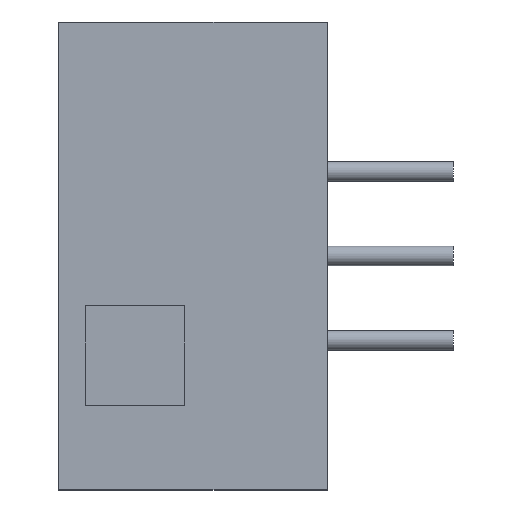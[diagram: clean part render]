
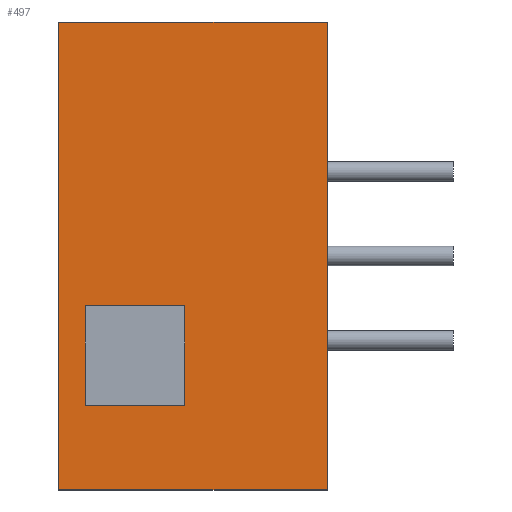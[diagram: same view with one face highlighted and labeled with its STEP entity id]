
A CAD part, left-side view. The second image highlights one B-rep face of the part: STEP entity #497.
In plain terms, the highlighted planar face has unit normal (-1, 0, 0).
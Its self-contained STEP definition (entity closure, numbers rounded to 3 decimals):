
#5 = DIRECTION ( 'NONE',  ( 0., 0., 1. ) ) ;
#17 = VERTEX_POINT ( 'NONE', #512 ) ;
#24 = CARTESIAN_POINT ( 'NONE',  ( -3.75, 7.3, -1.5 ) ) ;
#68 = CARTESIAN_POINT ( 'NONE',  ( -3.75, 4.3, -4.5 ) ) ;
#82 = VERTEX_POINT ( 'NONE', #68 ) ;
#99 = AXIS2_PLACEMENT_3D ( 'NONE', #428, #240, #243 ) ;
#103 = CARTESIAN_POINT ( 'NONE',  ( -3.75, 0., -7.05 ) ) ;
#105 = LINE ( 'NONE', #284, #410 ) ;
#108 = VECTOR ( 'NONE', #5, 1000. ) ;
#113 = CARTESIAN_POINT ( 'NONE',  ( -3.75, 8.1, -7.05 ) ) ;
#132 = ORIENTED_EDGE ( 'NONE', *, *, #572, .T. ) ;
#133 = CARTESIAN_POINT ( 'NONE',  ( -3.75, 8.1, 7.05 ) ) ;
#143 = ORIENTED_EDGE ( 'NONE', *, *, #278, .F. ) ;
#148 = CARTESIAN_POINT ( 'NONE',  ( -3.75, 4.3, -4.5 ) ) ;
#150 = LINE ( 'NONE', #464, #259 ) ;
#170 = VECTOR ( 'NONE', #580, 1000. ) ;
#190 = LINE ( 'NONE', #373, #170 ) ;
#193 = EDGE_CURVE ( 'NONE', #328, #82, #351, .T. ) ;
#200 = FACE_BOUND ( 'NONE', #455, .T. ) ;
#216 = VECTOR ( 'NONE', #477, 1000. ) ;
#219 = VERTEX_POINT ( 'NONE', #476 ) ;
#228 = CARTESIAN_POINT ( 'NONE',  ( -3.75, 8.1, 7.05 ) ) ;
#234 = DIRECTION ( 'NONE',  ( 0., -1., 0. ) ) ;
#240 = DIRECTION ( 'NONE',  ( 1., 0., 0. ) ) ;
#241 = ORIENTED_EDGE ( 'NONE', *, *, #426, .F. ) ;
#243 = DIRECTION ( 'NONE',  ( 0., 0., -1. ) ) ;
#247 = DIRECTION ( 'NONE',  ( 0., 0., 1. ) ) ;
#250 = FACE_OUTER_BOUND ( 'NONE', #417, .T. ) ;
#259 = VECTOR ( 'NONE', #459, 1000. ) ;
#278 = EDGE_CURVE ( 'NONE', #288, #219, #501, .T. ) ;
#284 = CARTESIAN_POINT ( 'NONE',  ( -3.75, 0., -7.05 ) ) ;
#287 = LINE ( 'NONE', #422, #513 ) ;
#288 = VERTEX_POINT ( 'NONE', #228 ) ;
#299 = DIRECTION ( 'NONE',  ( 0., -1., 0. ) ) ;
#320 = VECTOR ( 'NONE', #234, 1000. ) ;
#328 = VERTEX_POINT ( 'NONE', #444 ) ;
#331 = ORIENTED_EDGE ( 'NONE', *, *, #441, .T. ) ;
#333 = CARTESIAN_POINT ( 'NONE',  ( -3.75, 4.3, -1.5 ) ) ;
#351 = LINE ( 'NONE', #561, #216 ) ;
#365 = EDGE_CURVE ( 'NONE', #556, #328, #190, .T. ) ;
#373 = CARTESIAN_POINT ( 'NONE',  ( -3.75, 7.3, -4.5 ) ) ;
#380 = ORIENTED_EDGE ( 'NONE', *, *, #489, .F. ) ;
#392 = ORIENTED_EDGE ( 'NONE', *, *, #365, .F. ) ;
#410 = VECTOR ( 'NONE', #506, 1000. ) ;
#417 = EDGE_LOOP ( 'NONE', ( #331, #143, #380, #132 ) ) ;
#422 = CARTESIAN_POINT ( 'NONE',  ( -3.75, 8.1, -7.05 ) ) ;
#425 = PLANE ( 'NONE',  #99 ) ;
#426 = EDGE_CURVE ( 'NONE', #82, #451, #511, .T. ) ;
#428 = CARTESIAN_POINT ( 'NONE',  ( -3.75, 8.1, -7.05 ) ) ;
#433 = LINE ( 'NONE', #113, #562 ) ;
#441 = EDGE_CURVE ( 'NONE', #478, #219, #105, .T. ) ;
#444 = CARTESIAN_POINT ( 'NONE',  ( -3.75, 7.3, -4.5 ) ) ;
#451 = VERTEX_POINT ( 'NONE', #333 ) ;
#455 = EDGE_LOOP ( 'NONE', ( #569, #392, #584, #241 ) ) ;
#459 = DIRECTION ( 'NONE',  ( 0., 1., 0. ) ) ;
#464 = CARTESIAN_POINT ( 'NONE',  ( -3.75, 7.3, -1.5 ) ) ;
#476 = CARTESIAN_POINT ( 'NONE',  ( -3.75, 0., 7.05 ) ) ;
#477 = DIRECTION ( 'NONE',  ( 0., -1., 0. ) ) ;
#478 = VERTEX_POINT ( 'NONE', #103 ) ;
#489 = EDGE_CURVE ( 'NONE', #17, #288, #287, .T. ) ;
#497 = ADVANCED_FACE ( 'NONE', ( #250, #200 ), #425, .F. ) ;
#501 = LINE ( 'NONE', #133, #320 ) ;
#506 = DIRECTION ( 'NONE',  ( 0., 0., 1. ) ) ;
#511 = LINE ( 'NONE', #148, #108 ) ;
#512 = CARTESIAN_POINT ( 'NONE',  ( -3.75, 8.1, -7.05 ) ) ;
#513 = VECTOR ( 'NONE', #247, 1000. ) ;
#527 = EDGE_CURVE ( 'NONE', #451, #556, #150, .T. ) ;
#556 = VERTEX_POINT ( 'NONE', #24 ) ;
#561 = CARTESIAN_POINT ( 'NONE',  ( -3.75, 7.3, -4.5 ) ) ;
#562 = VECTOR ( 'NONE', #299, 1000. ) ;
#569 = ORIENTED_EDGE ( 'NONE', *, *, #193, .F. ) ;
#572 = EDGE_CURVE ( 'NONE', #17, #478, #433, .T. ) ;
#580 = DIRECTION ( 'NONE',  ( 0., 0., -1. ) ) ;
#584 = ORIENTED_EDGE ( 'NONE', *, *, #527, .F. ) ;
